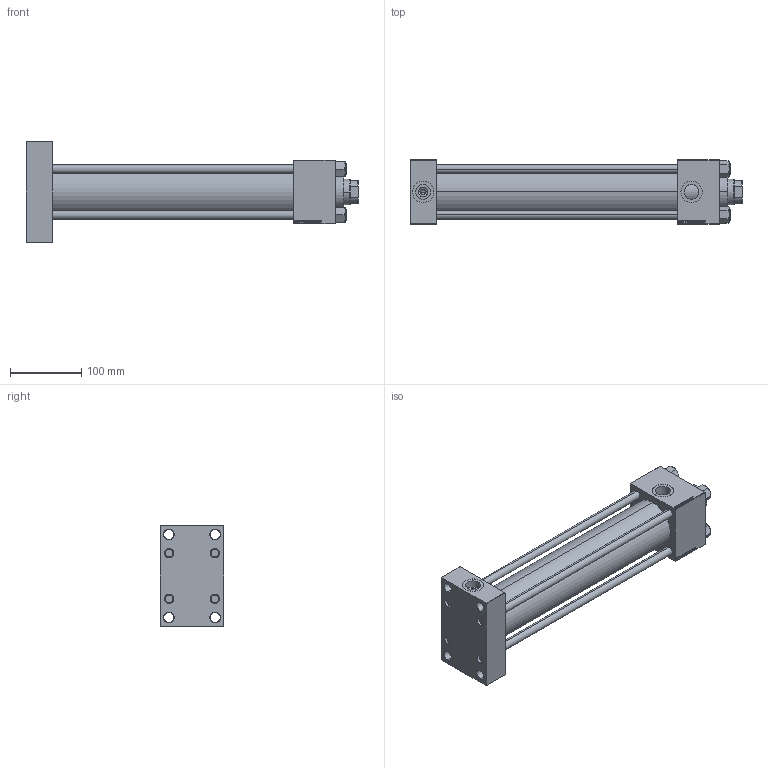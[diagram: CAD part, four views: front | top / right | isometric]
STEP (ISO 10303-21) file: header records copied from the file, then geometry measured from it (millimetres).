
FILE_DESCRIPTION (( 'STEP AP203' ), '1' );
FILE_NAME ('0b55.STEP', '2022-04-16T12:57:03', ( '' ), ( '' ), 'SwSTEP 2.0', 'SolidWorks 2019', '' );
FILE_SCHEMA (( 'CONFIG_CONTROL_DESIGN' ));
Length unit declared in the file: millimetre
Products named in the file (6): V215CR_TYCINKA_E a433861b507daa470934638240d28db7; NUT_M5_E a433861b507daa470934638240d28db7; V215CR_E_Body a433861b507daa470934638240d28db7; 0b55; V215_VC_A a433861b507daa470934638240d28db7; V215CR_VCP_E a433861b507daa470934638240d28db7
Assembly tree (11 placements, depth 2):
  0b55
    V215CR_E_Body a433861b507daa470934638240d28db7
    V215CR_VCP_E a433861b507daa470934638240d28db7
    V215CR_TYCINKA_E a433861b507daa470934638240d28db7  x4
    NUT_M5_E a433861b507daa470934638240d28db7  x4
    V215_VC_A a433861b507daa470934638240d28db7
Bounding box: 467 x 90 x 142 mm (x, y, z)
Volume: 1712594.5 mm3; surface area: 401837.8 mm2
Topology: 11 solids, 11 shells, 1142 faces, 2873 edges, 1859 vertices
Faces by surface type: plane 500, bspline 392, cone 152, cylinder 90, torus 8
Entity records: 50179 total; most frequent: CARTESIAN_POINT 27105, ORIENTED_EDGE 5238, DIRECTION 3309, EDGE_CURVE 2619, VERTEX_POINT 1715, LINE 1563, VECTOR 1563, EDGE_LOOP 1156
